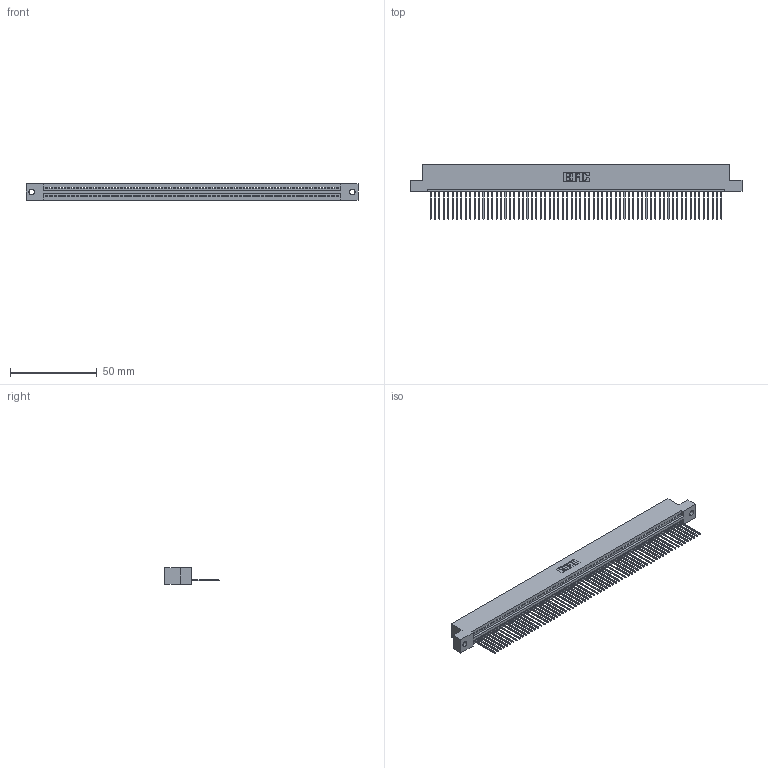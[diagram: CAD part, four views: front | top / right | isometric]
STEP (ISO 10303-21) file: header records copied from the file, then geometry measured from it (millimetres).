
FILE_DESCRIPTION (( 'STEP AP203' ), '1' );
FILE_NAME ('395-067-542-102.STEP', '2018-11-25T10:07:01', ( '' ), ( '' ), 'SwSTEP 2.0', 'SolidWorks 2016', '' );
FILE_SCHEMA (( 'CONFIG_CONTROL_DESIGN' ));
Length unit declared in the file: inch
Products named in the file (3): 345 Part_Flush Mounting Lugs - 0.128 Dia; 395-067-542-102; 345-292-001_345-293-142
Assembly tree (68 placements, depth 2):
  395-067-542-102
    345 Part_Flush Mounting Lugs - 0.128 Dia
    345-292-001_345-293-142  x67
Bounding box: 191.39 x 31.29 x 9.4 mm (x, y, z)
Volume: 18495.5 mm3; surface area: 25589.8 mm2
Topology: 68 solids, 68 shells, 4012 faces, 12133 edges, 7998 vertices
Faces by surface type: plane 2760, cylinder 1252
Entity records: 47081 total; most frequent: ORIENTED_EDGE 8162, CARTESIAN_POINT 8161, DIRECTION 7091, EDGE_CURVE 4081, VECTOR 3681, LINE 3681, VERTEX_POINT 2718, AXIS2_PLACEMENT_3D 1705
